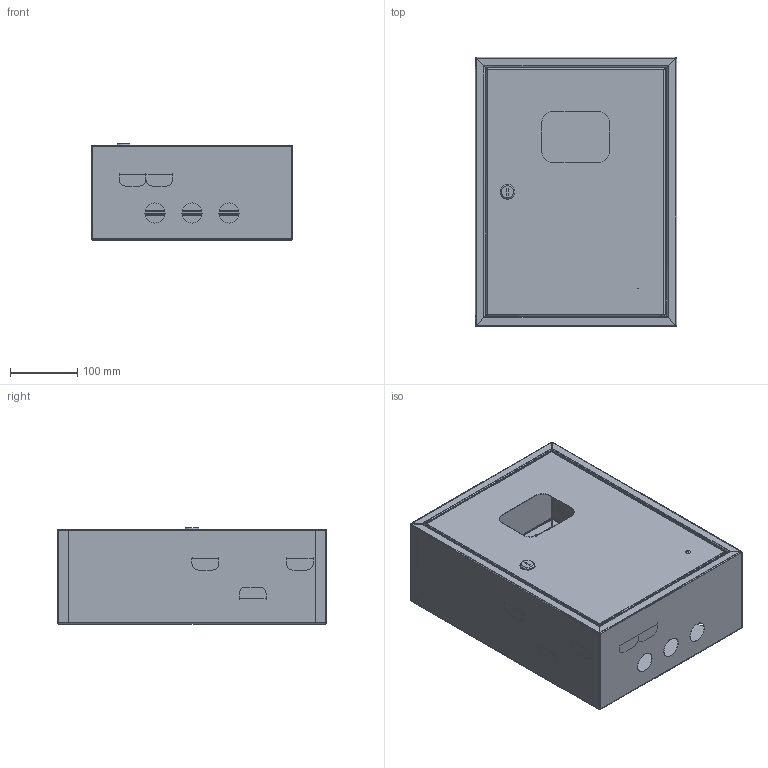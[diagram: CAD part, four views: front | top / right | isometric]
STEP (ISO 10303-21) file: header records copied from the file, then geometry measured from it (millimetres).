
FILE_DESCRIPTION (( 'STEP AP214' ), '1' );
FILE_NAME ('棞蚐 1-9, 1-12 IP31 (400x300x140) EKF Basic.STEP', '2022-02-06T18:50:40', ( '' ), ( '' ), 'SwSTEP 2.0', 'SolidWorks 2021', '' );
FILE_SCHEMA (( 'AUTOMOTIVE_DESIGN' ));
Length unit declared in the file: millimetre
Products named in the file (25): ﾌﾈ-1676.02.00.001 ﾄ粢; ÌÈ-1676.01.00.000 ÑÁ Êîðïóñ â ñáîðå; ÌÈ-1676.02.00.000 ÑÁ Äâåðü â ñáîðå; ÌÈ-1676.01.03.001 Ñòåíêà çàäíÿÿ; ÌÈ-1676.01.02.001 Ñòåíêà ëåâàÿ; ÌÈ-1676.01.01.000 ÑÁ Ñòåíêà ïðàâàÿ â ñáîðå; Çàêëåïêà ãàå÷íàÿ Ì4_Œ8; Êðîíøòåéí 40õ40; 棞蚐 1-9, 1-12 IP31 (400x300x140) EKF Basic; ÌÈ-1676.01.01.001 Ñòåíêà ïðàâàÿ; ÌÈ-1676.03.00.001 Ïàíåëü ëåâàÿ; ÌÈ-1676.01.02.000 ÑÁ Ñòåíêà ëåâàÿ â ñáîðå; DIN-謥濋趌L=260; hex flange nut_din_Hexagon Flange Nut DIN 6923 - M6 - N; 昈-1676.00.00.002 赶鎀鍧; ÌÈ-1676.03.00.000 Ïàíåëü ëåâàÿ â ñáîðå; Øïèëüêà ïðèâàðíàÿ Ì6õ20; ÌÈ-1676.04.00.001 Ïàíåëü ïðàâàÿ; Øïèëüêà Ì6õ12; Çàìîê ïî÷òîâûé; ÌÈ-1676.04.00.000 Ïàíåëü ïðàâàÿ â ñáîðå; ÌÈ-1676.01.03.000 ÑÁ Ñòåíêà çàäíÿÿ â ñáîðå; 倘-1676.00.00.001 相礤朦 聍弪麒赅; pan head cross recess screw_din_ISO 7045 - M4 x 16 - Z --- 16N; cross ph tapping 968_din_Screw DIN 968-ST4.2x13-C-H-N
Assembly tree (45 placements, depth 4):
  棞蚐 1-9, 1-12 IP31 (400x300x140) EKF Basic
    ÌÈ-1676.01.00.000 ÑÁ Êîðïóñ â ñáîðå
      ÌÈ-1676.01.01.000 ÑÁ Ñòåíêà ïðàâàÿ â ñáîðå
        ÌÈ-1676.01.01.001 Ñòåíêà ïðàâàÿ
        Êðîíøòåéí 40õ40  x5
        Øïèëüêà Ì6õ12
      ÌÈ-1676.01.02.000 ÑÁ Ñòåíêà ëåâàÿ â ñáîðå
        ÌÈ-1676.01.02.001 Ñòåíêà ëåâàÿ
        Êðîíøòåéí 40õ40  x3
      ÌÈ-1676.01.03.000 ÑÁ Ñòåíêà çàäíÿÿ â ñáîðå
        ÌÈ-1676.01.03.001 Ñòåíêà çàäíÿÿ
        Øïèëüêà ïðèâàðíàÿ Ì6õ20  x2
    ÌÈ-1676.02.00.000 ÑÁ Äâåðü â ñáîðå
      ﾌﾈ-1676.02.00.001 ﾄ粢
      Çàêëåïêà ãàå÷íàÿ Ì4_Œ8  x2
      Øïèëüêà Ì6õ12
    hex flange nut_din_Hexagon Flange Nut DIN 6923 - M6 - N  x2
    pan head cross recess screw_din_ISO 7045 - M4 x 16 - Z --- 16N  x2
    DIN-謥濋趌L=260
    cross ph tapping 968_din_Screw DIN 968-ST4.2x13-C-H-N  x10
    ÌÈ-1676.03.00.000 Ïàíåëü ëåâàÿ â ñáîðå
      ÌÈ-1676.03.00.001 Ïàíåëü ëåâàÿ
    昈-1676.00.00.002 赶鎀鍧
    ÌÈ-1676.04.00.000 Ïàíåëü ïðàâàÿ â ñáîðå
      ÌÈ-1676.04.00.001 Ïàíåëü ïðàâàÿ
    倘-1676.00.00.001 相礤朦 聍弪麒赅
    Çàìîê ïî÷òîâûé
Bounding box: 300 x 400 x 143.6 mm (x, y, z)
Volume: 410354.8 mm3; surface area: 1251567.4 mm2
Topology: 38 solids, 38 shells, 1509 faces, 3737 edges, 2332 vertices
Faces by surface type: plane 806, cylinder 402, bspline 163, cone 94, sphere 24, torus 20
Entity records: 31390 total; most frequent: CARTESIAN_POINT 9820, ORIENTED_EDGE 4330, DIRECTION 4097, EDGE_CURVE 2165, VECTOR 1383, LINE 1383, AXIS2_PLACEMENT_3D 1357, VERTEX_POINT 1338
